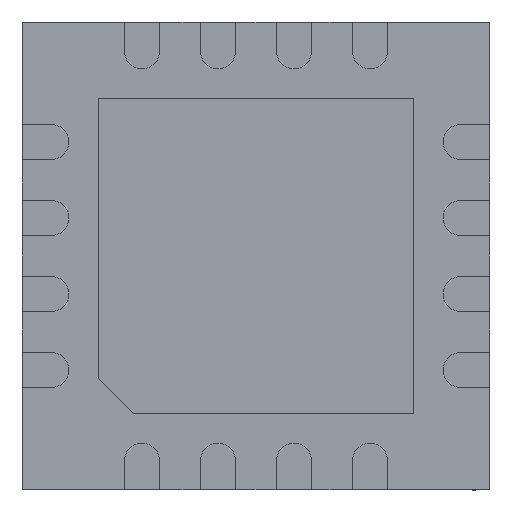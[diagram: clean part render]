
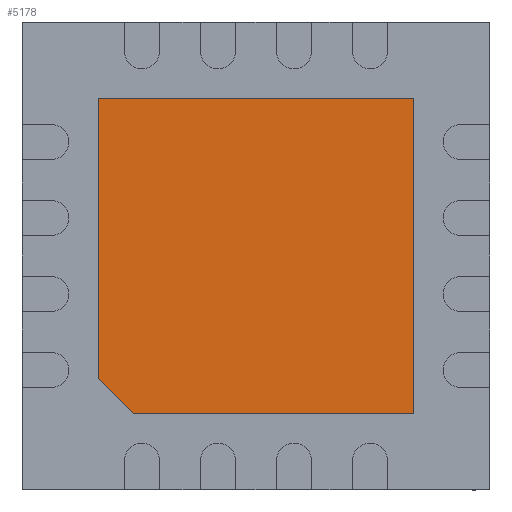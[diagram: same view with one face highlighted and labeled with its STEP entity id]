
A CAD part, front view. The second image highlights one B-rep face of the part: STEP entity #5178.
In plain terms, the highlighted planar face has unit normal (0, -1, 0).
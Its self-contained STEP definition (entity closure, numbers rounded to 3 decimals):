
#468 = VECTOR ( 'NONE', #7313, 1000. ) ;
#602 = ORIENTED_EDGE ( 'NONE', *, *, #4101, .T. ) ;
#783 = LINE ( 'NONE', #4152, #468 ) ;
#1888 = EDGE_CURVE ( 'NONE', #5760, #7655, #8336, .T. ) ;
#2512 = VERTEX_POINT ( 'NONE', #6504 ) ;
#2596 = EDGE_CURVE ( 'NONE', #4723, #6203, #783, .T. ) ;
#2702 = PLANE ( 'NONE',  #5156 ) ;
#2913 = VECTOR ( 'NONE', #7548, 1000. ) ;
#3074 = LINE ( 'NONE', #7804, #2913 ) ;
#3304 = DIRECTION ( 'NONE',  ( -1., 0., 0. ) ) ;
#3360 = EDGE_LOOP ( 'NONE', ( #7497, #6619, #602, #7151, #3790 ) ) ;
#3790 = ORIENTED_EDGE ( 'NONE', *, *, #1888, .T. ) ;
#4101 = EDGE_CURVE ( 'NONE', #6203, #2512, #8202, .T. ) ;
#4152 = CARTESIAN_POINT ( 'NONE',  ( -1.2, 0., -1.2 ) ) ;
#4307 = DIRECTION ( 'NONE',  ( 1., 0., 0. ) ) ;
#4345 = CARTESIAN_POINT ( 'NONE',  ( -1.35, 0., -1.35 ) ) ;
#4456 = LINE ( 'NONE', #4345, #7343 ) ;
#4544 = CARTESIAN_POINT ( 'NONE',  ( 1.35, 0., 1.35 ) ) ;
#4650 = CARTESIAN_POINT ( 'NONE',  ( 0., 0., 0. ) ) ;
#4723 = VERTEX_POINT ( 'NONE', #6120 ) ;
#4956 = DIRECTION ( 'NONE',  ( 0., 0., -1. ) ) ;
#5101 = CARTESIAN_POINT ( 'NONE',  ( 1.35, 0., -1.35 ) ) ;
#5156 = AXIS2_PLACEMENT_3D ( 'NONE', #4650, #5322, #5436 ) ;
#5178 = ADVANCED_FACE ( 'NONE', ( #6103 ), #2702, .T. ) ;
#5322 = DIRECTION ( 'NONE',  ( 0., -1., 0. ) ) ;
#5436 = DIRECTION ( 'NONE',  ( 0., 0., -1. ) ) ;
#5574 = CARTESIAN_POINT ( 'NONE',  ( 1.35, 0., 1.35 ) ) ;
#5640 = CARTESIAN_POINT ( 'NONE',  ( -1.05, 0., -1.35 ) ) ;
#5760 = VERTEX_POINT ( 'NONE', #5574 ) ;
#6103 = FACE_OUTER_BOUND ( 'NONE', #3360, .T. ) ;
#6120 = CARTESIAN_POINT ( 'NONE',  ( -1.35, 0., -1.05 ) ) ;
#6203 = VERTEX_POINT ( 'NONE', #5640 ) ;
#6504 = CARTESIAN_POINT ( 'NONE',  ( 1.35, 0., -1.35 ) ) ;
#6619 = ORIENTED_EDGE ( 'NONE', *, *, #2596, .T. ) ;
#7151 = ORIENTED_EDGE ( 'NONE', *, *, #7185, .T. ) ;
#7185 = EDGE_CURVE ( 'NONE', #2512, #5760, #3074, .T. ) ;
#7313 = DIRECTION ( 'NONE',  ( 0.707, 0., -0.707 ) ) ;
#7343 = VECTOR ( 'NONE', #4956, 1000. ) ;
#7497 = ORIENTED_EDGE ( 'NONE', *, *, #7729, .T. ) ;
#7548 = DIRECTION ( 'NONE',  ( 0., 0., 1. ) ) ;
#7655 = VERTEX_POINT ( 'NONE', #8001 ) ;
#7729 = EDGE_CURVE ( 'NONE', #7655, #4723, #4456, .T. ) ;
#7804 = CARTESIAN_POINT ( 'NONE',  ( 1.35, 0., -1.35 ) ) ;
#8001 = CARTESIAN_POINT ( 'NONE',  ( -1.35, 0., 1.35 ) ) ;
#8202 = LINE ( 'NONE', #5101, #8248 ) ;
#8234 = VECTOR ( 'NONE', #3304, 1000. ) ;
#8248 = VECTOR ( 'NONE', #4307, 1000. ) ;
#8336 = LINE ( 'NONE', #4544, #8234 ) ;
